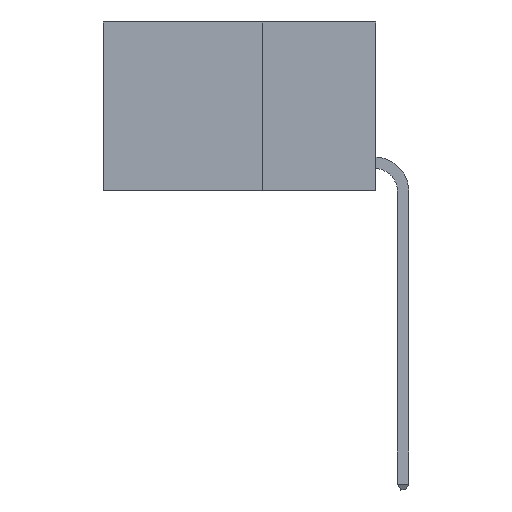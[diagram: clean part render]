
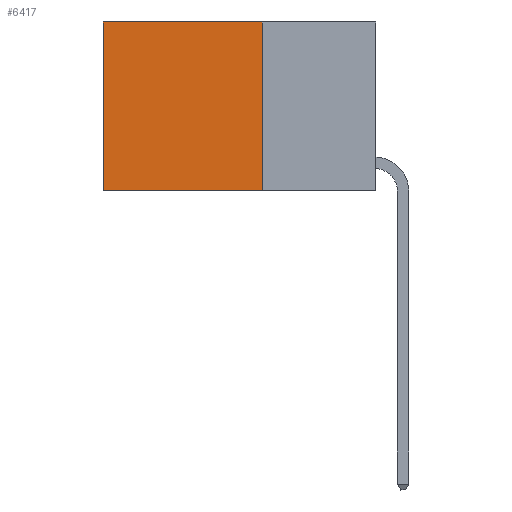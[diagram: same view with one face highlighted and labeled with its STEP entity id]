
A CAD part, left-side view. The second image highlights one B-rep face of the part: STEP entity #6417.
In plain terms, the highlighted planar face has unit normal (-1, 0, 0).
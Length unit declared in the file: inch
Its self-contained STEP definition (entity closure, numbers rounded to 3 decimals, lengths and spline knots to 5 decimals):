
#87 = CARTESIAN_POINT ( 'NONE',  ( 0.2625, 0.25, 0. ) ) ;
#393 = VERTEX_POINT ( 'NONE', #8502 ) ;
#499 = ORIENTED_EDGE ( 'NONE', *, *, #4642, .F. ) ;
#769 = CARTESIAN_POINT ( 'NONE',  ( 0.2625, 0.6, 0. ) ) ;
#1636 = LINE ( 'NONE', #769, #6247 ) ;
#1868 = VECTOR ( 'NONE', #6076, 39.37008 ) ;
#2067 = VECTOR ( 'NONE', #2724, 39.37008 ) ;
#2133 = EDGE_CURVE ( 'NONE', #7568, #6894, #1636, .T. ) ;
#2205 = CARTESIAN_POINT ( 'NONE',  ( 0.2625, 0.25, 0. ) ) ;
#2724 = DIRECTION ( 'NONE',  ( 0., 1., 0. ) ) ;
#2841 = LINE ( 'NONE', #87, #2067 ) ;
#3291 = ORIENTED_EDGE ( 'NONE', *, *, #3407, .T. ) ;
#3407 = EDGE_CURVE ( 'NONE', #8065, #7568, #2841, .T. ) ;
#4537 = CARTESIAN_POINT ( 'NONE',  ( 0.2625, 0.25, 0. ) ) ;
#4550 = DIRECTION ( 'NONE',  ( 0., 1., 0. ) ) ;
#4642 = EDGE_CURVE ( 'NONE', #8065, #393, #10537, .T. ) ;
#4690 = FACE_OUTER_BOUND ( 'NONE', #5942, .T. ) ;
#4983 = EDGE_CURVE ( 'NONE', #393, #6894, #8023, .T. ) ;
#5480 = PLANE ( 'NONE',  #7445 ) ;
#5637 = CARTESIAN_POINT ( 'NONE',  ( 0.2625, 0.6, -0.37 ) ) ;
#5655 = DIRECTION ( 'NONE',  ( 1., 0., 0. ) ) ;
#5942 = EDGE_LOOP ( 'NONE', ( #8953, #6559, #499, #3291 ) ) ;
#6076 = DIRECTION ( 'NONE',  ( 0., 0., -1. ) ) ;
#6081 = CARTESIAN_POINT ( 'NONE',  ( 0.2625, 0.25, 0. ) ) ;
#6247 = VECTOR ( 'NONE', #7003, 39.37008 ) ;
#6267 = CARTESIAN_POINT ( 'NONE',  ( 0.2625, 0.25, -0.37 ) ) ;
#6417 = ADVANCED_FACE ( 'NONE', ( #4690 ), #5480, .F. ) ;
#6559 = ORIENTED_EDGE ( 'NONE', *, *, #4983, .F. ) ;
#6894 = VERTEX_POINT ( 'NONE', #5637 ) ;
#7003 = DIRECTION ( 'NONE',  ( 0., 0., -1. ) ) ;
#7004 = VECTOR ( 'NONE', #4550, 39.37008 ) ;
#7445 = AXIS2_PLACEMENT_3D ( 'NONE', #2205, #5655, #10874 ) ;
#7568 = VERTEX_POINT ( 'NONE', #8273 ) ;
#8023 = LINE ( 'NONE', #6267, #7004 ) ;
#8065 = VERTEX_POINT ( 'NONE', #6081 ) ;
#8273 = CARTESIAN_POINT ( 'NONE',  ( 0.2625, 0.6, 0. ) ) ;
#8502 = CARTESIAN_POINT ( 'NONE',  ( 0.2625, 0.25, -0.37 ) ) ;
#8953 = ORIENTED_EDGE ( 'NONE', *, *, #2133, .T. ) ;
#10537 = LINE ( 'NONE', #4537, #1868 ) ;
#10874 = DIRECTION ( 'NONE',  ( 0., 0., -1. ) ) ;
